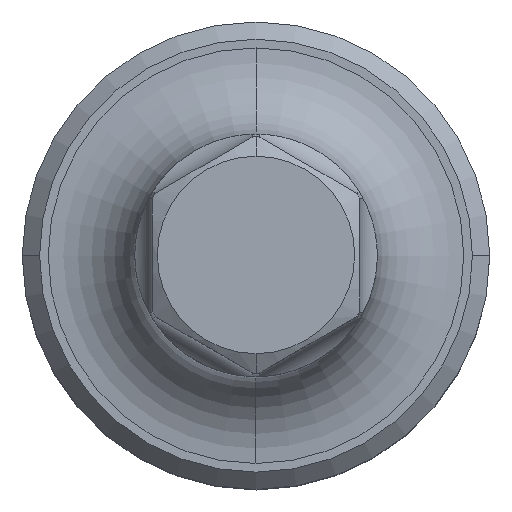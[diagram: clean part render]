
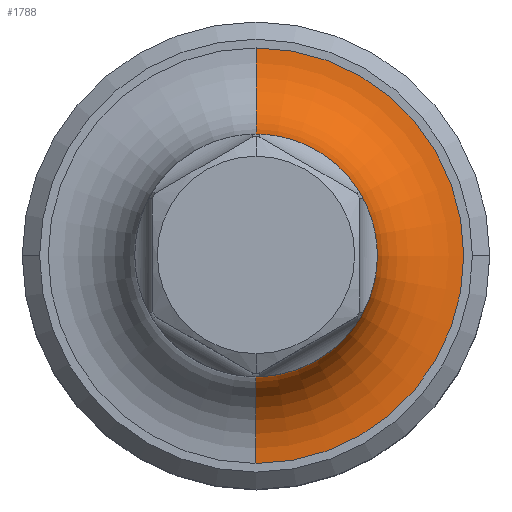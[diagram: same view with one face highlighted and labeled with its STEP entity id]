
A CAD part, top view. The second image highlights one B-rep face of the part: STEP entity #1788.
In plain terms, the highlighted toroidal (fillet/blend) face has major radius 24 mm and minor radius 10 mm.
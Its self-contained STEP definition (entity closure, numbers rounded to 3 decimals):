
#231=CARTESIAN_POINT('',(0.,0.,50.));
#232=DIRECTION('',(0.,0.,1.));
#233=DIRECTION('',(0.,-1.,0.));
#234=AXIS2_PLACEMENT_3D('',#231,#232,#233);
#500=CARTESIAN_POINT('',(0.,24.,50.));
#501=DIRECTION('',(-1.,0.,0.));
#502=DIRECTION('',(0.,0.,-1.));
#503=AXIS2_PLACEMENT_3D('',#500,#501,#502);
#510=CARTESIAN_POINT('',(0.,0.,40.));
#511=DIRECTION('',(0.,0.,1.));
#512=DIRECTION('',(0.,-1.,0.));
#513=AXIS2_PLACEMENT_3D('',#510,#511,#512);
#525=CARTESIAN_POINT('',(0.,-24.,50.));
#526=DIRECTION('',(1.,0.,0.));
#527=DIRECTION('',(0.,0.,-1.));
#528=AXIS2_PLACEMENT_3D('',#525,#526,#527);
#1186=CARTESIAN_POINT('',(0.,24.,40.));
#1187=CARTESIAN_POINT('',(0.,-24.,40.));
#1188=VERTEX_POINT('',#1186);
#1189=VERTEX_POINT('',#1187);
#1190=CARTESIAN_POINT('',(0.,14.,50.));
#1191=CARTESIAN_POINT('',(0.,-14.,50.));
#1192=VERTEX_POINT('',#1190);
#1193=VERTEX_POINT('',#1191);
#1777=CARTESIAN_POINT('',(0.,0.,50.));
#1778=DIRECTION('',(0.,0.,1.));
#1779=DIRECTION('',(-0.013,-1.,0.));
#1780=AXIS2_PLACEMENT_3D('',#1777,#1778,#1779);
#1781=TOROIDAL_SURFACE('',#1780,24.,10.);
#1782=ORIENTED_EDGE('',*,*,#1772,.F.);
#1783=ORIENTED_EDGE('',*,*,#1755,.T.);
#1784=ORIENTED_EDGE('',*,*,#1545,.T.);
#1785=ORIENTED_EDGE('',*,*,#1752,.F.);
#1786=EDGE_LOOP('',(#1782,#1783,#1784,#1785));
#1787=FACE_OUTER_BOUND('',#1786,.F.);
#1788=ADVANCED_FACE('',(#1787),#1781,.F.);
#235=CIRCLE('',#234,14.);
#504=CIRCLE('',#503,10.);
#514=CIRCLE('',#513,24.);
#529=CIRCLE('',#528,10.);
#1545=EDGE_CURVE('',#1193,#1192,#235,.T.);
#1752=EDGE_CURVE('',#1188,#1192,#504,.T.);
#1755=EDGE_CURVE('',#1189,#1193,#529,.T.);
#1772=EDGE_CURVE('',#1189,#1188,#514,.T.);
